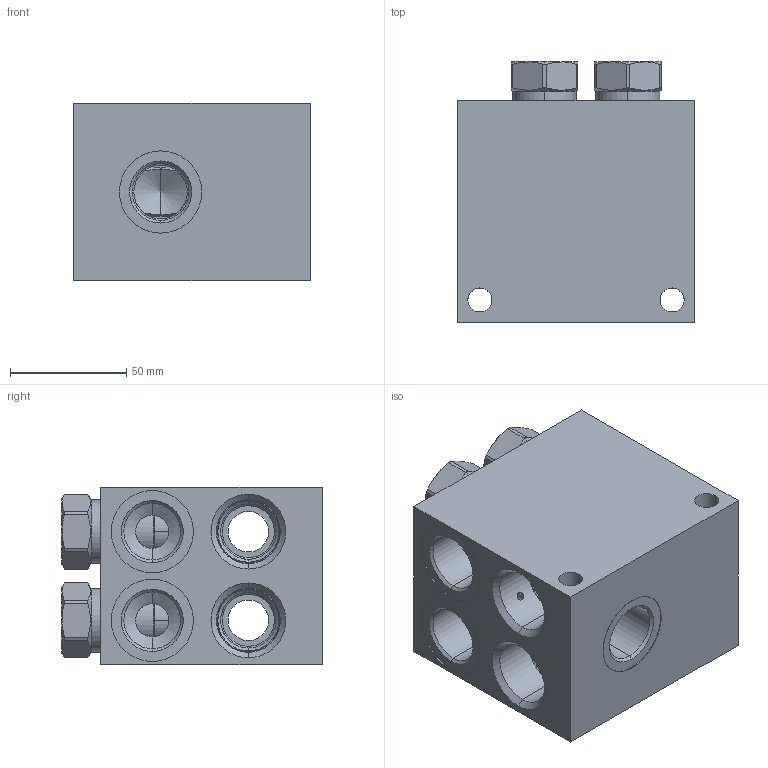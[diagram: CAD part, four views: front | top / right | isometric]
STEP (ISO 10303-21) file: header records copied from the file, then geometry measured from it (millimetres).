
FILE_DESCRIPTION((''),'2;1');
FILE_NAME('BQW_ASM','2020-07-10T',('ProEService'),(''),'PRO/ENGINEER BY PARAMETRIC TECHNOLOGY CORPORATION, 2014200','PRO/ENGINEER BY PARAMETRIC TECHNOLOGY CORPORATION, 2014200','');
FILE_SCHEMA(('CONFIG_CONTROL_DESIGN'));
Length unit declared in the file: inch
Products named in the file (6): 150-233-008; CXFAXAN; CXEDXAN; CSZNXXN; A330-006-004; BQW_ASM
Assembly tree (7 placements, depth 2):
  BQW_ASM
    150-233-008
    CXFAXAN  x2
    CXEDXAN  x2
    CSZNXXN
    A330-006-004
Bounding box: 101.6 x 111.91 x 76.2 mm (x, y, z)
Volume: 607348.8 mm3; surface area: 123323.9 mm2
Topology: 19 solids, 21 shells, 968 faces, 2683 edges, 1991 vertices
Faces by surface type: cylinder 380, cone 201, plane 187, torus 148, revolution 40, sphere 12
Entity records: 27401 total; most frequent: CARTESIAN_POINT 8791, DIRECTION 4079, ORIENTED_EDGE 3194, EDGE_CURVE 1597, AXIS2_PLACEMENT_3D 1528, VECTOR 999, LINE 999, VERTEX_POINT 955
